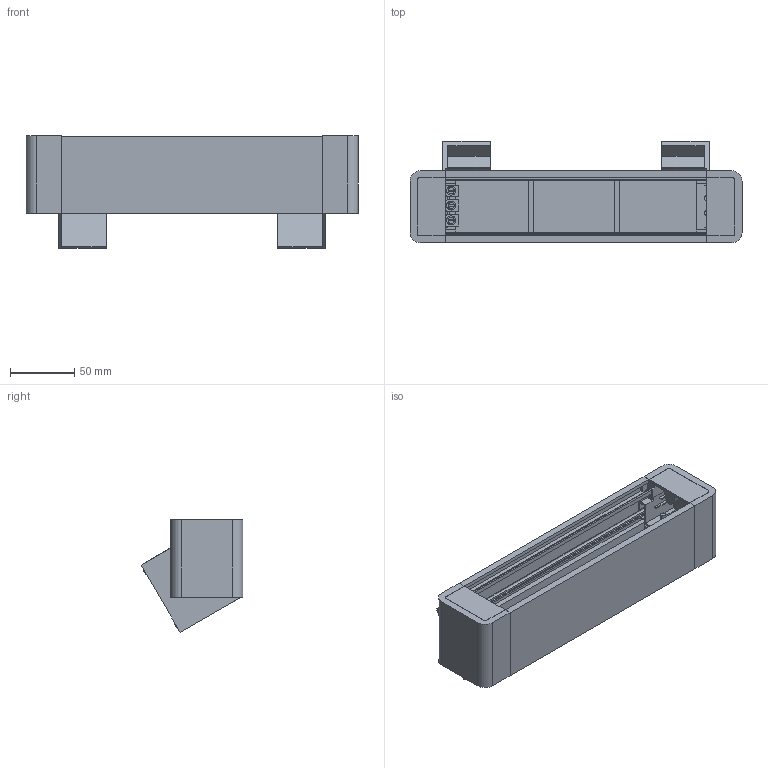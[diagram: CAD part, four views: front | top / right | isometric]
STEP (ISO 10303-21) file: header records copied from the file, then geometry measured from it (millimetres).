
FILE_DESCRIPTION(('CATIA V5 STEP Exchange','CAx-IF Rec.Pracs.--- Model Styling and Organization---1.5--- 2016-08-15','CAx-IF Rec.Pracs.---Supplemental Geometry---1.0---2011-11-01','CAx-IF Rec.Pracs.--- Composite Materials ---1.1---2010-07-15'),'2;1');
FILE_NAME('LG-655101WH_AllCATPart.stp','2023-10-31T11:19:54+00:00',('none'),('none'),'CATIA Version 5-6 Release 2020 SP3','CATIA V5 STEP AP214 v2','none');
FILE_SCHEMA(('AUTOMOTIVE_DESIGN { 1 0 10303 214 1 1 1 1 }'));
Length unit declared in the file: millimetre
Products named in the file (1): LG-655101WH_AllCATPart
Bounding box: 258.3 x 79.11 x 87.5 mm (x, y, z)
Volume: 167899.9 mm3; surface area: 207471.6 mm2
Topology: 16 solids, 16 shells, 754 faces, 2054 edges, 1348 vertices
Faces by surface type: plane 627, cylinder 125, extrusion 2
Entity records: 21475 total; most frequent: ORIENTED_EDGE 4108, CARTESIAN_POINT 3884, DIRECTION 2798, EDGE_CURVE 2054, VECTOR 1760, LINE 1758, VERTEX_POINT 1348, EDGE_LOOP 792
